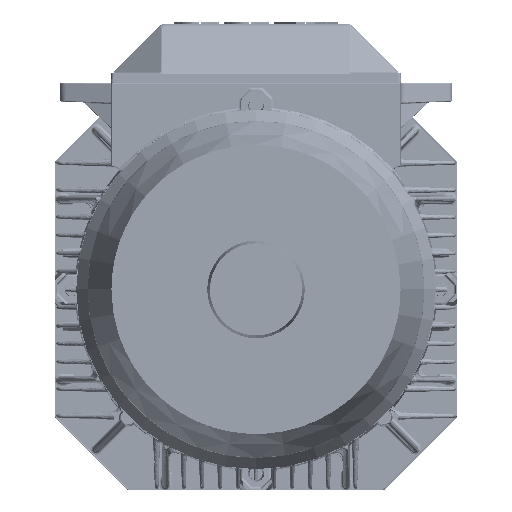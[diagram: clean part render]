
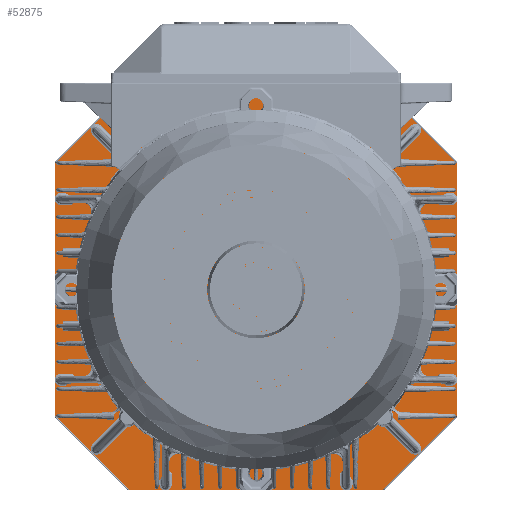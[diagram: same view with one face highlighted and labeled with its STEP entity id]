
A CAD part, left-side view. The second image highlights one B-rep face of the part: STEP entity #52875.
In plain terms, the highlighted planar face has unit normal (1, 0, 0).
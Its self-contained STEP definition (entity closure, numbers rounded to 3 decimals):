
#6236=PLANE('',#136769);
#9623=LINE('',#267702,#13492);
#9624=LINE('',#267709,#13493);
#9625=LINE('',#267716,#13494);
#9626=LINE('',#267723,#13495);
#13492=VECTOR('',#150522,1.);
#13493=VECTOR('',#150523,1.);
#13494=VECTOR('',#150524,1.);
#13495=VECTOR('',#150525,1.);
#52875=ADVANCED_FACE('',(#58324),#6236,.T.);
#58324=FACE_OUTER_BOUND('',#62417,.T.);
#62417=EDGE_LOOP('',(#79708,#79709,#79710,#79711,#79712,#79713,#79714,#79715));
#79708=ORIENTED_EDGE('',*,*,#117846,.T.);
#79709=ORIENTED_EDGE('',*,*,#117847,.T.);
#79710=ORIENTED_EDGE('',*,*,#117848,.T.);
#79711=ORIENTED_EDGE('',*,*,#117849,.T.);
#79712=ORIENTED_EDGE('',*,*,#117850,.T.);
#79713=ORIENTED_EDGE('',*,*,#117851,.T.);
#79714=ORIENTED_EDGE('',*,*,#117852,.T.);
#79715=ORIENTED_EDGE('',*,*,#117853,.T.);
#98779=VERTEX_POINT('',#267700);
#98780=VERTEX_POINT('',#267701);
#98781=VERTEX_POINT('',#267703);
#98782=VERTEX_POINT('',#267708);
#98783=VERTEX_POINT('',#267710);
#98784=VERTEX_POINT('',#267715);
#98785=VERTEX_POINT('',#267717);
#98786=VERTEX_POINT('',#267722);
#117846=EDGE_CURVE('',#98779,#98780,#130157,.T.);
#117847=EDGE_CURVE('',#98780,#98781,#9623,.T.);
#117848=EDGE_CURVE('',#98781,#98782,#130158,.T.);
#117849=EDGE_CURVE('',#98782,#98783,#9624,.T.);
#117850=EDGE_CURVE('',#98783,#98784,#130159,.T.);
#117851=EDGE_CURVE('',#98784,#98785,#9625,.T.);
#117852=EDGE_CURVE('',#98785,#98786,#130160,.T.);
#117853=EDGE_CURVE('',#98786,#98779,#9626,.T.);
#130157=B_SPLINE_CURVE_WITH_KNOTS('',3,(#267696,#267697,#267698,#267699),
 .UNSPECIFIED.,.F.,.F.,(4,4),(0.,1.),.UNSPECIFIED.);
#130158=B_SPLINE_CURVE_WITH_KNOTS('',3,(#267704,#267705,#267706,#267707),
 .UNSPECIFIED.,.F.,.F.,(4,4),(0.,1.),.UNSPECIFIED.);
#130159=B_SPLINE_CURVE_WITH_KNOTS('',3,(#267711,#267712,#267713,#267714),
 .UNSPECIFIED.,.F.,.F.,(4,4),(0.,1.),.UNSPECIFIED.);
#130160=B_SPLINE_CURVE_WITH_KNOTS('',3,(#267718,#267719,#267720,#267721),
 .UNSPECIFIED.,.F.,.F.,(4,4),(0.,1.),.UNSPECIFIED.);
#136769=AXIS2_PLACEMENT_3D('',#267724,#150526,#150527);
#150522=DIRECTION('',(0.,0.,-1.));
#150523=DIRECTION('',(0.,1.,0.));
#150524=DIRECTION('',(0.,0.,1.));
#150525=DIRECTION('',(0.,-1.,0.));
#150526=DIRECTION('',(1.,0.,0.));
#150527=DIRECTION('',(0.,0.,1.));
#267696=CARTESIAN_POINT('',(222.703,-70.001,111.));
#267697=CARTESIAN_POINT('',(222.703,-83.667,97.324));
#267698=CARTESIAN_POINT('',(222.703,-97.334,83.648));
#267699=CARTESIAN_POINT('',(222.703,-111.,69.972));
#267700=CARTESIAN_POINT('',(222.703,-70.001,111.));
#267701=CARTESIAN_POINT('',(222.703,-111.,69.972));
#267702=CARTESIAN_POINT('',(222.703,-111.,0.));
#267703=CARTESIAN_POINT('',(222.703,-111.,-70.001));
#267704=CARTESIAN_POINT('',(222.703,-111.,-70.001));
#267705=CARTESIAN_POINT('',(222.703,-97.34,-83.667));
#267706=CARTESIAN_POINT('',(222.703,-83.681,-97.334));
#267707=CARTESIAN_POINT('',(222.703,-70.021,-111.));
#267708=CARTESIAN_POINT('',(222.703,-70.021,-111.));
#267709=CARTESIAN_POINT('',(222.703,0.,-111.));
#267710=CARTESIAN_POINT('',(222.703,70.275,-111.));
#267711=CARTESIAN_POINT('',(222.703,70.275,-111.));
#267712=CARTESIAN_POINT('',(222.703,83.85,-97.423));
#267713=CARTESIAN_POINT('',(222.703,97.425,-83.847));
#267714=CARTESIAN_POINT('',(222.703,111.,-70.27));
#267715=CARTESIAN_POINT('',(222.703,111.,-70.27));
#267716=CARTESIAN_POINT('',(222.703,111.,0.));
#267717=CARTESIAN_POINT('',(222.703,111.,69.997));
#267718=CARTESIAN_POINT('',(222.703,111.,69.997));
#267719=CARTESIAN_POINT('',(222.703,97.334,83.664));
#267720=CARTESIAN_POINT('',(222.703,83.667,97.332));
#267721=CARTESIAN_POINT('',(222.703,70.001,111.));
#267722=CARTESIAN_POINT('',(222.703,70.001,111.));
#267723=CARTESIAN_POINT('',(222.703,0.,111.));
#267724=CARTESIAN_POINT('',(222.703,111.,-111.));
